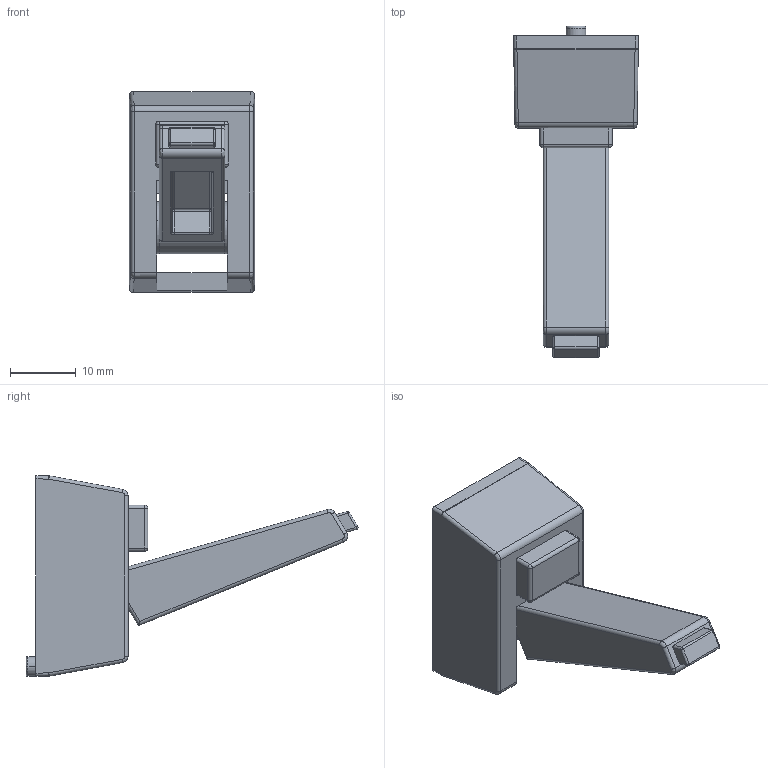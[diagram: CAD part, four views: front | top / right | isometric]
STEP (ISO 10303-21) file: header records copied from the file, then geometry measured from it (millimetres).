
FILE_DESCRIPTION((''),'2;1');
FILE_NAME('RPVM-AUFSTELLFUSS_ASM','2014-10-29T',('wkoerber'),(''),'PRO/ENGINEER BY PARAMETRIC TECHNOLOGY CORPORATION, 2010160','PRO/ENGINEER BY PARAMETRIC TECHNOLOGY CORPORATION, 2010160','');
FILE_SCHEMA(('AUTOMOTIVE_DESIGN { 1 0 10303 214 1 1 1 1 }'));
Length unit declared in the file: millimetre
Products named in the file (3): RPVM-AUFSTELLFUSS-SOCKEL; RPVM-AUFSTELLFUSS-ARM; RPVM-AUFSTELLFUSS_ASM
Assembly tree (2 placements, depth 2):
  RPVM-AUFSTELLFUSS_ASM
    RPVM-AUFSTELLFUSS-SOCKEL
    RPVM-AUFSTELLFUSS-ARM
Bounding box: 19 x 50.42 x 30.5 mm (x, y, z)
Volume: 7959.5 mm3; surface area: 4971.7 mm2
Topology: 2 solids, 2 shells, 163 faces, 373 edges, 216 vertices
Faces by surface type: cylinder 72, plane 49, torus 16, sphere 16, bspline 10
Entity records: 6435 total; most frequent: CARTESIAN_POINT 1256, DIRECTION 807, ORIENTED_EDGE 746, PRESENTATION_STYLE_ASSIGNMENT 392, STYLED_ITEM 375, CURVE_STYLE 373, EDGE_CURVE 373, AXIS2_PLACEMENT_3D 306
